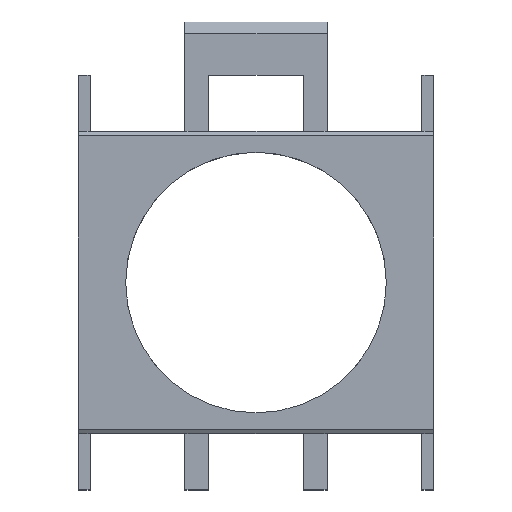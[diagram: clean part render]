
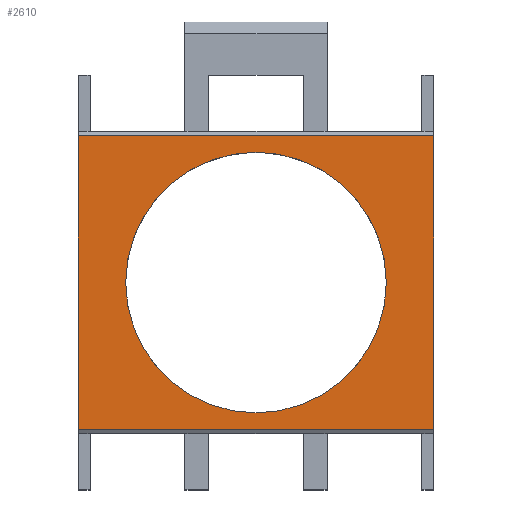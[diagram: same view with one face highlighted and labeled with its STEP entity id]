
A CAD part, top view. The second image highlights one B-rep face of the part: STEP entity #2610.
In plain terms, the highlighted planar face has unit normal (0, 0, 1).
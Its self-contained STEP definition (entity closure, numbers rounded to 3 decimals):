
#130=CARTESIAN_POINT('',(-11.0,0.,10.153));
#131=VERTEX_POINT('',#130);
#140=CARTESIAN_POINT('',(11.0,0.,10.153));
#141=VERTEX_POINT('',#140);
#142=CARTESIAN_POINT('',(0.0,0.,10.153));
#143=DIRECTION('',(0.0,0.0,-1.0));
#144=DIRECTION('',(-1.0,0.0,0.0));
#145=AXIS2_PLACEMENT_3D('',#142,#143,#144);
#146=CIRCLE('',#145,11.0);
#147=EDGE_CURVE('',#141,#131,#146,.T.);
#1068=CARTESIAN_POINT('',(0.0,0.,10.153));
#1069=DIRECTION('',(0.0,0.0,-1.0));
#1070=DIRECTION('',(-1.0,0.0,0.0));
#1071=AXIS2_PLACEMENT_3D('',#1068,#1069,#1070);
#1072=CIRCLE('',#1071,11.0);
#1073=EDGE_CURVE('',#131,#141,#1072,.T.);
#2544=CARTESIAN_POINT('',(-15.0,12.382,10.153));
#2545=VERTEX_POINT('',#2544);
#2552=CARTESIAN_POINT('',(15.0,12.382,10.153));
#2553=VERTEX_POINT('',#2552);
#2554=CARTESIAN_POINT('',(15.0,12.382,10.153));
#2555=DIRECTION('',(-1.0,0.0,0.0));
#2556=VECTOR('',#2555,30.0);
#2557=LINE('',#2554,#2556);
#2558=EDGE_CURVE('',#2553,#2545,#2557,.T.);
#2576=CARTESIAN_POINT('',(15.0,-9.992,10.153));
#2577=DIRECTION('',(0.0,0.0,1.0));
#2578=DIRECTION('',(1.0,0.0,0.0));
#2579=AXIS2_PLACEMENT_3D('',#2576,#2577,#2578);
#2580=PLANE('',#2579);
#2581=CARTESIAN_POINT('',(-15.0,-12.382,10.153));
#2582=VERTEX_POINT('',#2581);
#2583=CARTESIAN_POINT('',(-15.0,12.382,10.153));
#2584=DIRECTION('',(0.0,-1.0,0.0));
#2585=VECTOR('',#2584,24.765);
#2586=LINE('',#2583,#2585);
#2587=EDGE_CURVE('',#2545,#2582,#2586,.T.);
#2588=ORIENTED_EDGE('',*,*,#2587,.T.);
#2589=CARTESIAN_POINT('',(15.0,-12.382,10.153));
#2590=VERTEX_POINT('',#2589);
#2591=CARTESIAN_POINT('',(15.0,-12.382,10.153));
#2592=DIRECTION('',(-1.0,0.0,0.0));
#2593=VECTOR('',#2592,30.0);
#2594=LINE('',#2591,#2593);
#2595=EDGE_CURVE('',#2590,#2582,#2594,.T.);
#2596=ORIENTED_EDGE('',*,*,#2595,.F.);
#2597=CARTESIAN_POINT('',(15.0,-12.382,10.153));
#2598=DIRECTION('',(0.0,1.0,0.0));
#2599=VECTOR('',#2598,24.765);
#2600=LINE('',#2597,#2599);
#2601=EDGE_CURVE('',#2590,#2553,#2600,.T.);
#2602=ORIENTED_EDGE('',*,*,#2601,.T.);
#2603=ORIENTED_EDGE('',*,*,#2558,.T.);
#2604=EDGE_LOOP('',(#2588,#2596,#2602,#2603));
#2605=FACE_OUTER_BOUND('',#2604,.T.);
#2606=ORIENTED_EDGE('',*,*,#147,.T.);
#2607=ORIENTED_EDGE('',*,*,#1073,.T.);
#2608=EDGE_LOOP('',(#2606,#2607));
#2609=FACE_BOUND('',#2608,.T.);
#2610=ADVANCED_FACE('',(#2605,#2609),#2580,.T.);
